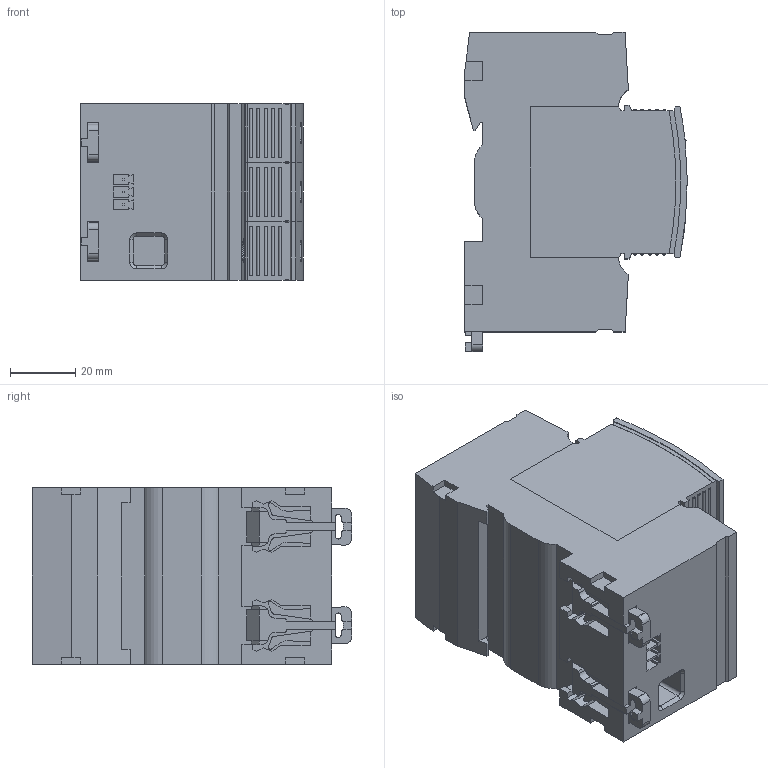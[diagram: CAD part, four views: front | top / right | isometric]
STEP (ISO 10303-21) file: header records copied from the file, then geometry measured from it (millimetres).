
FILE_DESCRIPTION (( 'STEP AP214' ), '1' );
FILE_NAME ('opv-b(c-d)3.ÃÌ Îãðàíè÷èòåëü èìïóëüñíûõ íàïðÿæåíèé ñ ñèãíàëèçàöèåé EKF PROxima.STEP', '2024-11-29T11:16:36', ( '' ), ( '' ), 'SwSTEP 2.0', 'SolidWorks 2021', '' );
FILE_SCHEMA (( 'AUTOMOTIVE_DESIGN' ));
Length unit declared in the file: millimetre
Products named in the file (1): opv-b(c-d)3.ÃÌ Îãðàíè÷èòåëü èìïóëüñíûõ íàïðÿæåíèé ñ ñèãíàëèçàöèåé EKF PROxima
Bounding box: 68 x 97.5 x 54 mm (x, y, z)
Volume: 267857.1 mm3; surface area: 57656.8 mm2
Topology: 6 solids, 6 shells, 991 faces, 2595 edges, 1699 vertices
Faces by surface type: plane 747, cylinder 186, bspline 27, cone 17, torus 14
Entity records: 42658 total; most frequent: CARTESIAN_POINT 7223, ORIENTED_EDGE 5190, DIRECTION 4816, EDGE_CURVE 2595, VECTOR 2020, LINE 2020, VERTEX_POINT 1699, AXIS2_PLACEMENT_3D 1398
